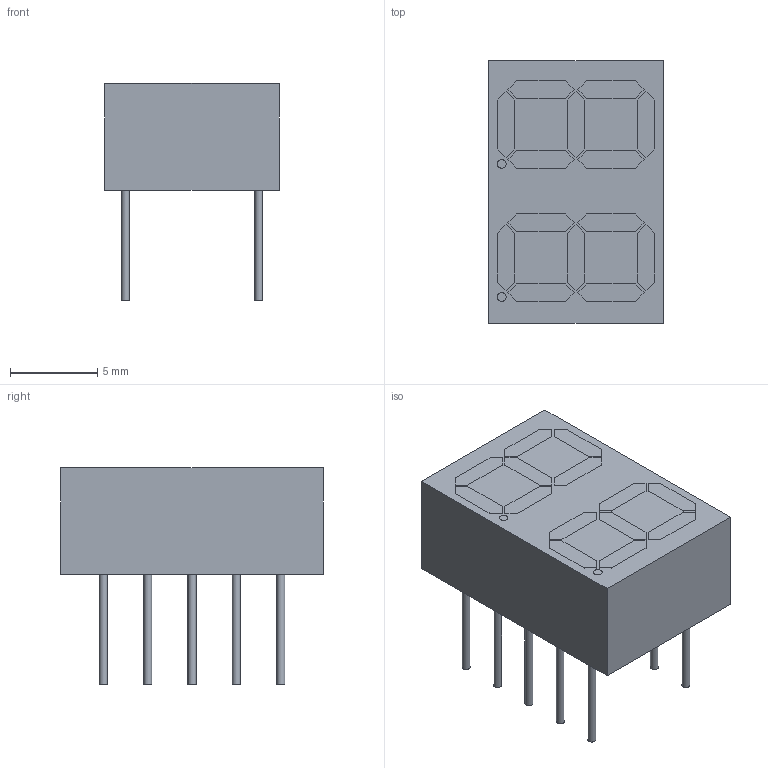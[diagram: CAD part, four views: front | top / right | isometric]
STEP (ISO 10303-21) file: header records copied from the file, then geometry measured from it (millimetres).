
FILE_DESCRIPTION(('FreeCAD Model'),'2;1');
FILE_NAME('Open CASCADE Shape Model','2024-03-28T15:34:19',('Author'),( ''),'Open CASCADE STEP processor 7.6','FreeCAD','Unknown');
FILE_SCHEMA(('AUTOMOTIVE_DESIGN { 1 0 10303 214 1 1 1 1 }'));
Length unit declared in the file: millimetre
Products named in the file (28): Unnamed; Extrude008; Extrude009; Extrude010; Extrude011; Extrude012; Extrude013; Extrude014; Extrude015; Kuutio; Pin002; Pin004; Pin003; Pin005; Pin006; Pin007; Pin008; Pin009; Pin010; Pin011; Extrude; Extrude001; Extrude002; Extrude003; Extrude004; Extrude005; Extrude006; Extrude007
Assembly tree (27 placements, depth 2):
  Unnamed
    Extrude008
    Extrude009
    Extrude010
    Extrude011
    Extrude012
    Extrude013
    Extrude014
    Extrude015
    Kuutio
    Pin002
    Pin004
    Pin003
    Pin005
    Pin006
    Pin007
    Pin008
    Pin009
    Pin010
    Pin011
    Extrude
    Extrude001
    Extrude002
    Extrude003
    Extrude004
    Extrude005
    Extrude006
    Extrude007
Bounding box: 10 x 15.02 x 12.42 mm (x, y, z)
Volume: 973.3 mm3; surface area: 914.3 mm2
Topology: 27 solids, 27 shells, 154 faces, 300 edges, 200 vertices
Faces by surface type: plane 142, cylinder 12
Full cylindrical faces by diameter (mm): 0.46 x10, 0.5 x2
Entity records: 4629 total; most frequent: DIRECTION 688, CARTESIAN_POINT 682, ORIENTED_EDGE 600, EDGE_CURVE 300, LINE 276, VECTOR 276, AXIS2_PLACEMENT_3D 206, VERTEX_POINT 200
